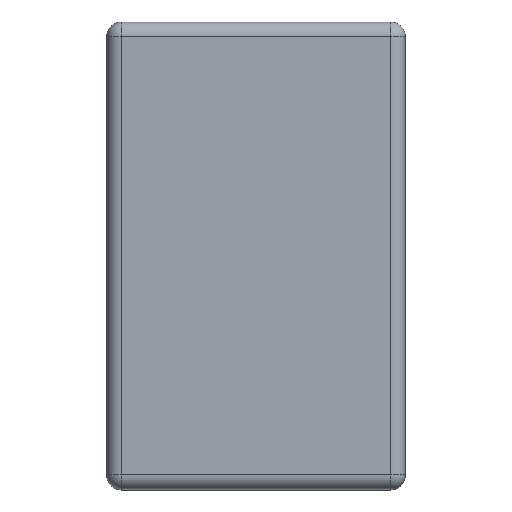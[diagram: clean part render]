
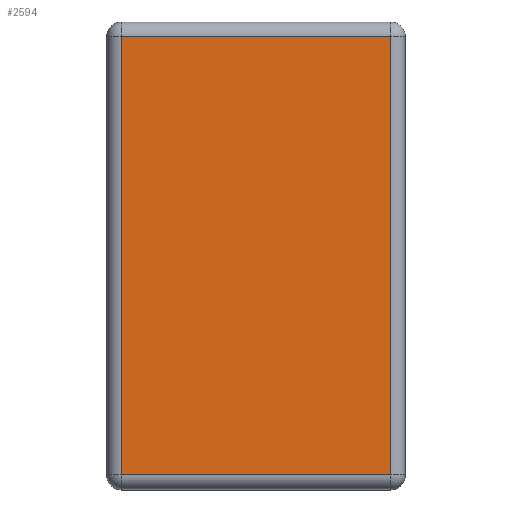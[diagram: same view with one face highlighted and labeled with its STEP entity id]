
A CAD part, top view. The second image highlights one B-rep face of the part: STEP entity #2594.
In plain terms, the highlighted planar face has unit normal (0, 0, 1).
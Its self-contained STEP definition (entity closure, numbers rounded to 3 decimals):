
#1207 = CYLINDRICAL_SURFACE('',#1208,1.);
#1208 = AXIS2_PLACEMENT_3D('',#1209,#1210,#1211);
#1209 = CARTESIAN_POINT('',(0.01,2.88,11.2));
#1210 = DIRECTION('',(1.,0.,0.));
#1211 = DIRECTION('',(0.,-1.,0.));
#1789 = VERTEX_POINT('',#1790);
#1790 = CARTESIAN_POINT('',(1.01,2.88,12.2));
#1810 = EDGE_CURVE('',#1789,#1811,#1813,.T.);
#1811 = VERTEX_POINT('',#1812);
#1812 = CARTESIAN_POINT('',(19.31,2.88,12.2));
#1813 = SURFACE_CURVE('',#1814,(#1818,#1825),.PCURVE_S1.);
#1814 = LINE('',#1815,#1816);
#1815 = CARTESIAN_POINT('',(0.01,2.88,12.2));
#1816 = VECTOR('',#1817,1.);
#1817 = DIRECTION('',(1.,0.,0.));
#1818 = PCURVE('',#1207,#1819);
#1819 = DEFINITIONAL_REPRESENTATION('',(#1820),#1824);
#1820 = LINE('',#1821,#1822);
#1821 = CARTESIAN_POINT('',(-1.571,0.));
#1822 = VECTOR('',#1823,1.);
#1823 = DIRECTION('',(-0.,1.));
#1824 = ( GEOMETRIC_REPRESENTATION_CONTEXT(2) 
PARAMETRIC_REPRESENTATION_CONTEXT() REPRESENTATION_CONTEXT('2D SPACE',''
  ) );
#1825 = PCURVE('',#1826,#1831);
#1826 = PLANE('',#1827);
#1827 = AXIS2_PLACEMENT_3D('',#1828,#1829,#1830);
#1828 = CARTESIAN_POINT('',(10.16,17.78,12.2));
#1829 = DIRECTION('',(0.,0.,1.));
#1830 = DIRECTION('',(1.,0.,0.));
#1831 = DEFINITIONAL_REPRESENTATION('',(#1832),#1836);
#1832 = LINE('',#1833,#1834);
#1833 = CARTESIAN_POINT('',(-10.15,-14.9));
#1834 = VECTOR('',#1835,1.);
#1835 = DIRECTION('',(1.,0.));
#1836 = ( GEOMETRIC_REPRESENTATION_CONTEXT(2) 
PARAMETRIC_REPRESENTATION_CONTEXT() REPRESENTATION_CONTEXT('2D SPACE',''
  ) );
#1900 = CYLINDRICAL_SURFACE('',#1901,1.);
#1901 = AXIS2_PLACEMENT_3D('',#1902,#1903,#1904);
#1902 = CARTESIAN_POINT('',(1.01,33.68,11.2));
#1903 = DIRECTION('',(0.,-1.,0.));
#1904 = DIRECTION('',(-1.,0.,0.));
#1934 = CYLINDRICAL_SURFACE('',#1935,1.);
#1935 = AXIS2_PLACEMENT_3D('',#1936,#1937,#1938);
#1936 = CARTESIAN_POINT('',(19.31,1.88,11.2));
#1937 = DIRECTION('',(0.,1.,0.));
#1938 = DIRECTION('',(1.,0.,0.));
#2096 = CYLINDRICAL_SURFACE('',#2097,1.);
#2097 = AXIS2_PLACEMENT_3D('',#2098,#2099,#2100);
#2098 = CARTESIAN_POINT('',(20.31,32.68,11.2));
#2099 = DIRECTION('',(-1.,0.,0.));
#2100 = DIRECTION('',(0.,1.,0.));
#2594 = ADVANCED_FACE('',(#2595),#1826,.T.);
#2595 = FACE_BOUND('',#2596,.T.);
#2596 = EDGE_LOOP('',(#2597,#2598,#2621,#2644));
#2597 = ORIENTED_EDGE('',*,*,#1810,.T.);
#2598 = ORIENTED_EDGE('',*,*,#2599,.T.);
#2599 = EDGE_CURVE('',#1811,#2600,#2602,.T.);
#2600 = VERTEX_POINT('',#2601);
#2601 = CARTESIAN_POINT('',(19.31,32.68,12.2));
#2602 = SURFACE_CURVE('',#2603,(#2607,#2614),.PCURVE_S1.);
#2603 = LINE('',#2604,#2605);
#2604 = CARTESIAN_POINT('',(19.31,1.88,12.2));
#2605 = VECTOR('',#2606,1.);
#2606 = DIRECTION('',(0.,1.,0.));
#2607 = PCURVE('',#1826,#2608);
#2608 = DEFINITIONAL_REPRESENTATION('',(#2609),#2613);
#2609 = LINE('',#2610,#2611);
#2610 = CARTESIAN_POINT('',(9.15,-15.9));
#2611 = VECTOR('',#2612,1.);
#2612 = DIRECTION('',(0.,1.));
#2613 = ( GEOMETRIC_REPRESENTATION_CONTEXT(2) 
PARAMETRIC_REPRESENTATION_CONTEXT() REPRESENTATION_CONTEXT('2D SPACE',''
  ) );
#2614 = PCURVE('',#1934,#2615);
#2615 = DEFINITIONAL_REPRESENTATION('',(#2616),#2620);
#2616 = LINE('',#2617,#2618);
#2617 = CARTESIAN_POINT('',(-1.571,0.));
#2618 = VECTOR('',#2619,1.);
#2619 = DIRECTION('',(-0.,1.));
#2620 = ( GEOMETRIC_REPRESENTATION_CONTEXT(2) 
PARAMETRIC_REPRESENTATION_CONTEXT() REPRESENTATION_CONTEXT('2D SPACE',''
  ) );
#2621 = ORIENTED_EDGE('',*,*,#2622,.T.);
#2622 = EDGE_CURVE('',#2600,#2623,#2625,.T.);
#2623 = VERTEX_POINT('',#2624);
#2624 = CARTESIAN_POINT('',(1.01,32.68,12.2));
#2625 = SURFACE_CURVE('',#2626,(#2630,#2637),.PCURVE_S1.);
#2626 = LINE('',#2627,#2628);
#2627 = CARTESIAN_POINT('',(20.31,32.68,12.2));
#2628 = VECTOR('',#2629,1.);
#2629 = DIRECTION('',(-1.,0.,0.));
#2630 = PCURVE('',#1826,#2631);
#2631 = DEFINITIONAL_REPRESENTATION('',(#2632),#2636);
#2632 = LINE('',#2633,#2634);
#2633 = CARTESIAN_POINT('',(10.15,14.9));
#2634 = VECTOR('',#2635,1.);
#2635 = DIRECTION('',(-1.,0.));
#2636 = ( GEOMETRIC_REPRESENTATION_CONTEXT(2) 
PARAMETRIC_REPRESENTATION_CONTEXT() REPRESENTATION_CONTEXT('2D SPACE',''
  ) );
#2637 = PCURVE('',#2096,#2638);
#2638 = DEFINITIONAL_REPRESENTATION('',(#2639),#2643);
#2639 = LINE('',#2640,#2641);
#2640 = CARTESIAN_POINT('',(-1.571,0.));
#2641 = VECTOR('',#2642,1.);
#2642 = DIRECTION('',(-0.,1.));
#2643 = ( GEOMETRIC_REPRESENTATION_CONTEXT(2) 
PARAMETRIC_REPRESENTATION_CONTEXT() REPRESENTATION_CONTEXT('2D SPACE',''
  ) );
#2644 = ORIENTED_EDGE('',*,*,#2645,.T.);
#2645 = EDGE_CURVE('',#2623,#1789,#2646,.T.);
#2646 = SURFACE_CURVE('',#2647,(#2651,#2658),.PCURVE_S1.);
#2647 = LINE('',#2648,#2649);
#2648 = CARTESIAN_POINT('',(1.01,33.68,12.2));
#2649 = VECTOR('',#2650,1.);
#2650 = DIRECTION('',(0.,-1.,0.));
#2651 = PCURVE('',#1826,#2652);
#2652 = DEFINITIONAL_REPRESENTATION('',(#2653),#2657);
#2653 = LINE('',#2654,#2655);
#2654 = CARTESIAN_POINT('',(-9.15,15.9));
#2655 = VECTOR('',#2656,1.);
#2656 = DIRECTION('',(0.,-1.));
#2657 = ( GEOMETRIC_REPRESENTATION_CONTEXT(2) 
PARAMETRIC_REPRESENTATION_CONTEXT() REPRESENTATION_CONTEXT('2D SPACE',''
  ) );
#2658 = PCURVE('',#1900,#2659);
#2659 = DEFINITIONAL_REPRESENTATION('',(#2660),#2664);
#2660 = LINE('',#2661,#2662);
#2661 = CARTESIAN_POINT('',(-1.571,0.));
#2662 = VECTOR('',#2663,1.);
#2663 = DIRECTION('',(-0.,1.));
#2664 = ( GEOMETRIC_REPRESENTATION_CONTEXT(2) 
PARAMETRIC_REPRESENTATION_CONTEXT() REPRESENTATION_CONTEXT('2D SPACE',''
  ) );
